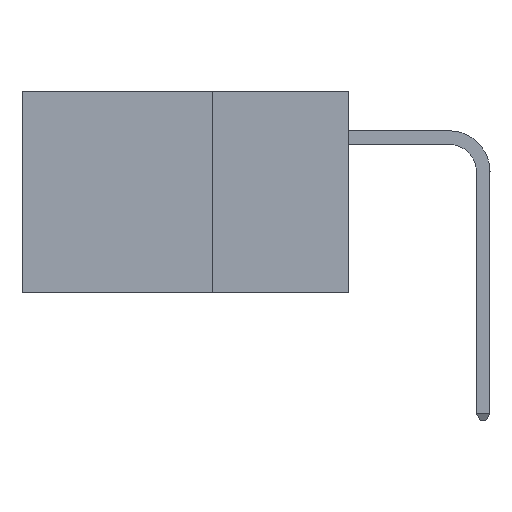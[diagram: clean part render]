
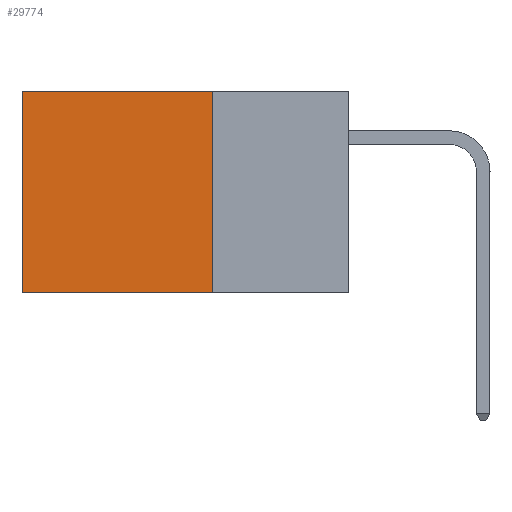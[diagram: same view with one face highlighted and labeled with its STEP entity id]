
A CAD part, left-side view. The second image highlights one B-rep face of the part: STEP entity #29774.
In plain terms, the highlighted planar face has unit normal (-1, 0, 0).
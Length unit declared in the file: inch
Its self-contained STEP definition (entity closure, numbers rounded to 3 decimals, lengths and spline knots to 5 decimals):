
#943 = DIRECTION ( 'NONE',  ( 0., 0., -1. ) ) ;
#2726 = DIRECTION ( 'NONE',  ( 0., 0., -1. ) ) ;
#3334 = DIRECTION ( 'NONE',  ( 0., 0., -1. ) ) ;
#3636 = CARTESIAN_POINT ( 'NONE',  ( 0.2875, 0.25, -0.37 ) ) ;
#4861 = EDGE_CURVE ( 'NONE', #33677, #16278, #22266, .T. ) ;
#5391 = LINE ( 'NONE', #36211, #33503 ) ;
#5590 = EDGE_CURVE ( 'NONE', #16278, #27929, #22279, .T. ) ;
#6200 = EDGE_CURVE ( 'NONE', #33677, #9891, #13426, .T. ) ;
#8431 = FACE_OUTER_BOUND ( 'NONE', #32586, .T. ) ;
#9891 = VERTEX_POINT ( 'NONE', #3636 ) ;
#10942 = ORIENTED_EDGE ( 'NONE', *, *, #5590, .T. ) ;
#13426 = LINE ( 'NONE', #23104, #34870 ) ;
#13941 = ORIENTED_EDGE ( 'NONE', *, *, #6200, .F. ) ;
#14078 = DIRECTION ( 'NONE',  ( 0., 1., 0. ) ) ;
#14531 = CARTESIAN_POINT ( 'NONE',  ( 0.2875, 0.6, 0. ) ) ;
#14790 = VECTOR ( 'NONE', #14078, 39.37008 ) ;
#15466 = ORIENTED_EDGE ( 'NONE', *, *, #4861, .T. ) ;
#16278 = VERTEX_POINT ( 'NONE', #14531 ) ;
#17854 = AXIS2_PLACEMENT_3D ( 'NONE', #34657, #17935, #943 ) ;
#17935 = DIRECTION ( 'NONE',  ( 1., 0., 0. ) ) ;
#19535 = DIRECTION ( 'NONE',  ( 0., 1., 0. ) ) ;
#19822 = CARTESIAN_POINT ( 'NONE',  ( 0.2875, 0.6, 0. ) ) ;
#22266 = LINE ( 'NONE', #22431, #14790 ) ;
#22279 = LINE ( 'NONE', #19822, #34502 ) ;
#22431 = CARTESIAN_POINT ( 'NONE',  ( 0.2875, 0.25, 0. ) ) ;
#23104 = CARTESIAN_POINT ( 'NONE',  ( 0.2875, 0.25, 0. ) ) ;
#23563 = ORIENTED_EDGE ( 'NONE', *, *, #34910, .F. ) ;
#27929 = VERTEX_POINT ( 'NONE', #34323 ) ;
#29085 = PLANE ( 'NONE',  #17854 ) ;
#29774 = ADVANCED_FACE ( 'NONE', ( #8431 ), #29085, .F. ) ;
#29886 = CARTESIAN_POINT ( 'NONE',  ( 0.2875, 0.25, 0. ) ) ;
#32586 = EDGE_LOOP ( 'NONE', ( #10942, #23563, #13941, #15466 ) ) ;
#33503 = VECTOR ( 'NONE', #19535, 39.37008 ) ;
#33677 = VERTEX_POINT ( 'NONE', #29886 ) ;
#34323 = CARTESIAN_POINT ( 'NONE',  ( 0.2875, 0.6, -0.37 ) ) ;
#34502 = VECTOR ( 'NONE', #2726, 39.37008 ) ;
#34657 = CARTESIAN_POINT ( 'NONE',  ( 0.2875, 0.25, 0. ) ) ;
#34870 = VECTOR ( 'NONE', #3334, 39.37008 ) ;
#34910 = EDGE_CURVE ( 'NONE', #9891, #27929, #5391, .T. ) ;
#36211 = CARTESIAN_POINT ( 'NONE',  ( 0.2875, 0.25, -0.37 ) ) ;
